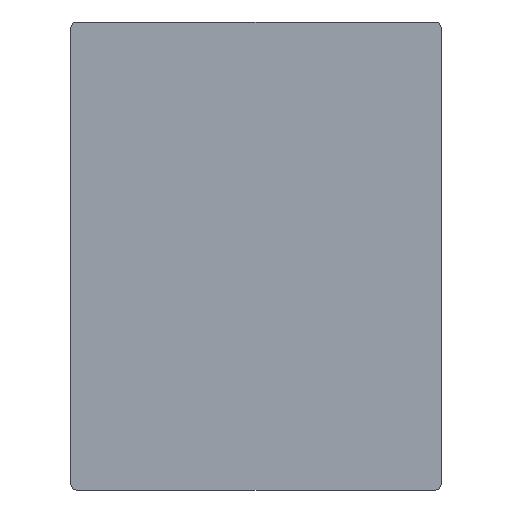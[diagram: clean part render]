
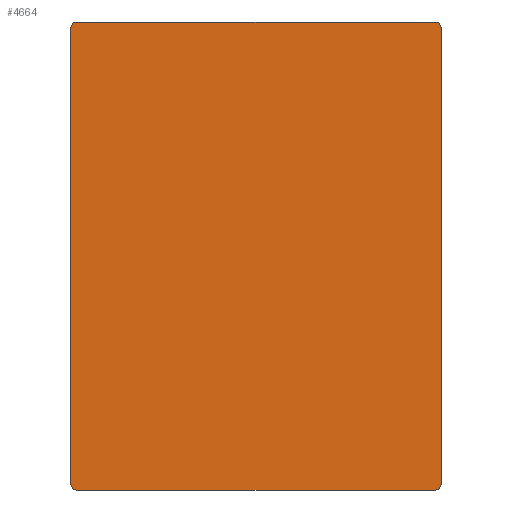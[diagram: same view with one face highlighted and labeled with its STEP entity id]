
A CAD part, front view. The second image highlights one B-rep face of the part: STEP entity #4664.
In plain terms, the highlighted planar face has unit normal (0, -1, 0).
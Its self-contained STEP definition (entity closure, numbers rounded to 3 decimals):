
#53 = EDGE_CURVE ( 'NONE', #1961, #2888, #11112, .T. ) ;
#224 = FACE_OUTER_BOUND ( 'NONE', #2658, .T. ) ;
#866 = ORIENTED_EDGE ( 'NONE', *, *, #53, .T. ) ;
#983 = DIRECTION ( 'NONE',  ( 0., -1., 0. ) ) ;
#1026 = CARTESIAN_POINT ( 'NONE',  ( 22.95, 0., 29.2 ) ) ;
#1118 = CIRCLE ( 'NONE', #6444, 0.8 ) ;
#1526 = VECTOR ( 'NONE', #8558, 1000. ) ;
#1544 = ORIENTED_EDGE ( 'NONE', *, *, #12180, .F. ) ;
#1730 = AXIS2_PLACEMENT_3D ( 'NONE', #1026, #983, #3012 ) ;
#1961 = VERTEX_POINT ( 'NONE', #8184 ) ;
#1992 = DIRECTION ( 'NONE',  ( 0., 0., 1. ) ) ;
#2062 = CARTESIAN_POINT ( 'NONE',  ( -22.95, 0., 29.2 ) ) ;
#2071 = DIRECTION ( 'NONE',  ( 1., 0., 0. ) ) ;
#2239 = CARTESIAN_POINT ( 'NONE',  ( 0., 0., 0. ) ) ;
#2255 = CARTESIAN_POINT ( 'NONE',  ( 23.75, 0., 30. ) ) ;
#2302 = ORIENTED_EDGE ( 'NONE', *, *, #10478, .F. ) ;
#2585 = VERTEX_POINT ( 'NONE', #8735 ) ;
#2658 = EDGE_LOOP ( 'NONE', ( #3466, #6989, #3648, #6940, #1544, #866, #2302, #12072 ) ) ;
#2792 = EDGE_CURVE ( 'NONE', #12179, #12051, #3185, .T. ) ;
#2859 = CARTESIAN_POINT ( 'NONE',  ( -22.95, 0., -30. ) ) ;
#2888 = VERTEX_POINT ( 'NONE', #11493 ) ;
#3011 = DIRECTION ( 'NONE',  ( 0., 0., -1. ) ) ;
#3012 = DIRECTION ( 'NONE',  ( 0., 0., -1. ) ) ;
#3185 = LINE ( 'NONE', #7699, #5724 ) ;
#3466 = ORIENTED_EDGE ( 'NONE', *, *, #2792, .F. ) ;
#3467 = CARTESIAN_POINT ( 'NONE',  ( 22.95, 0., -29.2 ) ) ;
#3648 = ORIENTED_EDGE ( 'NONE', *, *, #12152, .F. ) ;
#4003 = EDGE_CURVE ( 'NONE', #12179, #10036, #1118, .T. ) ;
#4134 = LINE ( 'NONE', #6802, #9191 ) ;
#4238 = PLANE ( 'NONE',  #6201 ) ;
#4431 = DIRECTION ( 'NONE',  ( 0., 0., -1. ) ) ;
#4664 = ADVANCED_FACE ( 'NONE', ( #224 ), #4238, .T. ) ;
#4895 = AXIS2_PLACEMENT_3D ( 'NONE', #3467, #10128, #4431 ) ;
#5187 = DIRECTION ( 'NONE',  ( 0., -1., 0. ) ) ;
#5363 = DIRECTION ( 'NONE',  ( 0., -1., 0. ) ) ;
#5724 = VECTOR ( 'NONE', #1992, 1000. ) ;
#5841 = CARTESIAN_POINT ( 'NONE',  ( 23.75, 0., -29.2 ) ) ;
#6201 = AXIS2_PLACEMENT_3D ( 'NONE', #2239, #5187, #11821 ) ;
#6209 = CARTESIAN_POINT ( 'NONE',  ( -23.75, 0., 29.2 ) ) ;
#6263 = LINE ( 'NONE', #7966, #1526 ) ;
#6415 = EDGE_CURVE ( 'NONE', #7941, #10879, #8782, .T. ) ;
#6444 = AXIS2_PLACEMENT_3D ( 'NONE', #11046, #5363, #11995 ) ;
#6802 = CARTESIAN_POINT ( 'NONE',  ( -23.75, 0., 30. ) ) ;
#6940 = ORIENTED_EDGE ( 'NONE', *, *, #6415, .T. ) ;
#6989 = ORIENTED_EDGE ( 'NONE', *, *, #4003, .T. ) ;
#7533 = AXIS2_PLACEMENT_3D ( 'NONE', #2062, #8725, #3011 ) ;
#7699 = CARTESIAN_POINT ( 'NONE',  ( -23.75, 0., 30. ) ) ;
#7941 = VERTEX_POINT ( 'NONE', #10718 ) ;
#7966 = CARTESIAN_POINT ( 'NONE',  ( -23.75, 0., -30. ) ) ;
#8184 = CARTESIAN_POINT ( 'NONE',  ( 23.75, 0., 29.2 ) ) ;
#8515 = VECTOR ( 'NONE', #11756, 1000. ) ;
#8558 = DIRECTION ( 'NONE',  ( -1., 0., 0. ) ) ;
#8612 = CIRCLE ( 'NONE', #7533, 0.8 ) ;
#8725 = DIRECTION ( 'NONE',  ( 0., -1., 0. ) ) ;
#8735 = CARTESIAN_POINT ( 'NONE',  ( -22.95, 0., 30. ) ) ;
#8782 = CIRCLE ( 'NONE', #4895, 0.8 ) ;
#9191 = VECTOR ( 'NONE', #2071, 1000. ) ;
#9863 = CARTESIAN_POINT ( 'NONE',  ( -23.75, 0., -29.2 ) ) ;
#10036 = VERTEX_POINT ( 'NONE', #2859 ) ;
#10128 = DIRECTION ( 'NONE',  ( 0., -1., 0. ) ) ;
#10478 = EDGE_CURVE ( 'NONE', #2585, #2888, #4134, .T. ) ;
#10718 = CARTESIAN_POINT ( 'NONE',  ( 22.95, 0., -30. ) ) ;
#10869 = EDGE_CURVE ( 'NONE', #2585, #12051, #8612, .T. ) ;
#10879 = VERTEX_POINT ( 'NONE', #5841 ) ;
#11022 = LINE ( 'NONE', #2255, #8515 ) ;
#11046 = CARTESIAN_POINT ( 'NONE',  ( -22.95, 0., -29.2 ) ) ;
#11112 = CIRCLE ( 'NONE', #1730, 0.8 ) ;
#11493 = CARTESIAN_POINT ( 'NONE',  ( 22.95, 0., 30. ) ) ;
#11756 = DIRECTION ( 'NONE',  ( 0., 0., -1. ) ) ;
#11821 = DIRECTION ( 'NONE',  ( 0., 0., -1. ) ) ;
#11995 = DIRECTION ( 'NONE',  ( 0., 0., -1. ) ) ;
#12051 = VERTEX_POINT ( 'NONE', #6209 ) ;
#12072 = ORIENTED_EDGE ( 'NONE', *, *, #10869, .T. ) ;
#12152 = EDGE_CURVE ( 'NONE', #7941, #10036, #6263, .T. ) ;
#12179 = VERTEX_POINT ( 'NONE', #9863 ) ;
#12180 = EDGE_CURVE ( 'NONE', #1961, #10879, #11022, .T. ) ;
